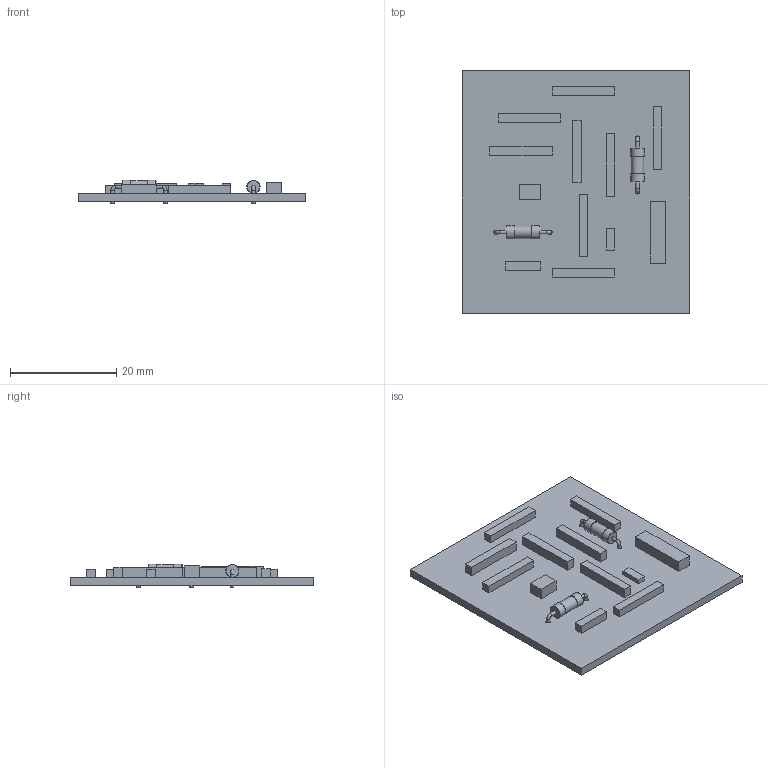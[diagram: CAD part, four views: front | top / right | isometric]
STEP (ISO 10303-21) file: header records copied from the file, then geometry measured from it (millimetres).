
FILE_DESCRIPTION(/* description */ (''),/* implementation_level */ '2;1');
FILE_NAME(/* name */ '60b1288c-d32f-4fce-8132-2276801d952e.stp',/* time_stamp */ '2022-01-19T12:44:39+00:00',/* author */ (''),/* organization */ (''),/* preprocessor_version */ 'ST-DEVELOPER v18.1',/* originating_system */ 'Autodesk Translation Framework v10.13.0.1454',/* authorisation */ '');
FILE_SCHEMA (('AUTOMOTIVE_DESIGN { 1 0 10303 214 3 1 1 }'));
Length unit declared in the file: millimetre
Products named in the file (10): 60b1288c-d32f-4fce-8132-2276801d952e; PCB Component; Board; 02P; 2.2; 650v; 1mF/35v; 1N4004; 3V; 05P
Assembly tree (16 placements, depth 3):
  60b1288c-d32f-4fce-8132-2276801d952e
    PCB Component
      Board
      02P
      2.2  x2
      650v
      1mF/35v
      1N4004  x4
      3V  x4
      05P
Bounding box: 42.85 x 45.71 x 4.42 mm (x, y, z)
Volume: 3488.3 mm3; surface area: 5384.8 mm2
Topology: 15 solids, 15 shells, 147 faces, 333 edges, 220 vertices
Faces by surface type: plane 86, cylinder 45, torus 16
Full cylindrical faces by diameter (mm): 0.6 x8, 0.813 x8, 0.914 x7, 1.118 x16, 2.375 x2, 2.5 x4
Entity records: 3286 total; most frequent: DIRECTION 552, CARTESIAN_POINT 482, ORIENTED_EDGE 438, EDGE_CURVE 219, AXIS2_PLACEMENT_3D 215, EDGE_LOOP 156, VERTEX_POINT 145, LINE 122
